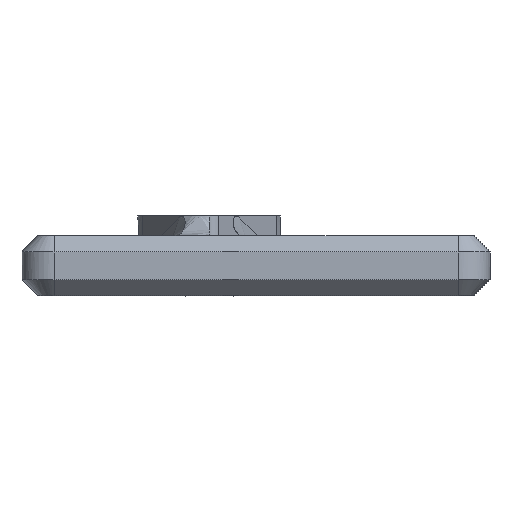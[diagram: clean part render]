
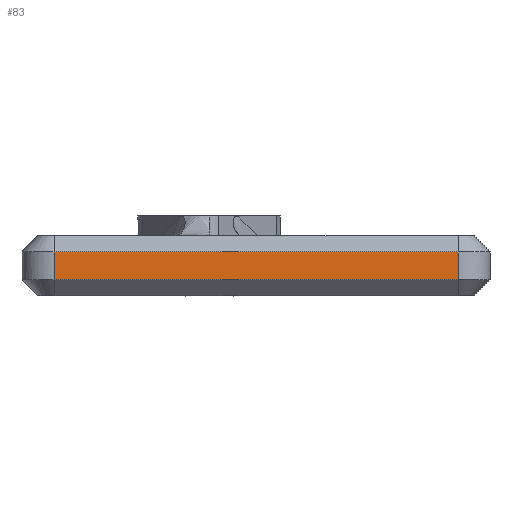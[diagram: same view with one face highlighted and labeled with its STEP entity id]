
A CAD part, front view. The second image highlights one B-rep face of the part: STEP entity #83.
In plain terms, the highlighted planar face has unit normal (0, -1, 0).
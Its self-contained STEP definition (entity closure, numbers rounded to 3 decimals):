
#83=ADVANCED_FACE('',(#198),#1938,.T.);
#198=FACE_OUTER_BOUND('',#320,.T.);
#320=EDGE_LOOP('',(#785,#786,#787,#788));
#785=ORIENTED_EDGE('',*,*,#1271,.T.);
#786=ORIENTED_EDGE('',*,*,#1272,.T.);
#787=ORIENTED_EDGE('',*,*,#1273,.T.);
#788=ORIENTED_EDGE('',*,*,#1274,.T.);
#1271=EDGE_CURVE('',#1888,#1889,#1568,.T.);
#1272=EDGE_CURVE('',#1889,#1890,#1569,.T.);
#1273=EDGE_CURVE('',#1890,#1891,#1570,.T.);
#1274=EDGE_CURVE('',#1891,#1888,#1571,.T.);
#1568=B_SPLINE_CURVE_WITH_KNOTS('',1,(#10939,#10940),.UNSPECIFIED.,.F.,
 .F.,(2,2),(0.,3.5),.UNSPECIFIED.);
#1569=B_SPLINE_CURVE_WITH_KNOTS('',1,(#10941,#10942),.UNSPECIFIED.,.F.,
 .F.,(2,2),(0.,50.5),.UNSPECIFIED.);
#1570=B_SPLINE_CURVE_WITH_KNOTS('',1,(#10943,#10944),.UNSPECIFIED.,.F.,
 .F.,(2,2),(0.,3.5),.UNSPECIFIED.);
#1571=B_SPLINE_CURVE_WITH_KNOTS('',1,(#10945,#10946),.UNSPECIFIED.,.F.,
 .F.,(2,2),(0.,50.5),.UNSPECIFIED.);
#1888=VERTEX_POINT('',#7757);
#1889=VERTEX_POINT('',#7758);
#1890=VERTEX_POINT('',#7759);
#1891=VERTEX_POINT('',#7760);
#1938=PLANE('',#2071);
#2071=AXIS2_PLACEMENT_3D('',#7054,#2136,$);
#2136=DIRECTION('',(0.,-1.,0.));
#7054=CARTESIAN_POINT('',(-39.051,-10.825,-51.297));
#7757=CARTESIAN_POINT('',(-34.,-10.825,-47.445));
#7758=CARTESIAN_POINT('',(-34.,-10.825,-50.945));
#7759=CARTESIAN_POINT('',(16.5,-10.825,-50.945));
#7760=CARTESIAN_POINT('',(16.5,-10.825,-47.445));
#10939=CARTESIAN_POINT('',(-34.,-10.825,-47.445));
#10940=CARTESIAN_POINT('',(-34.,-10.825,-50.945));
#10941=CARTESIAN_POINT('',(-34.,-10.825,-50.945));
#10942=CARTESIAN_POINT('',(16.5,-10.825,-50.945));
#10943=CARTESIAN_POINT('',(16.5,-10.825,-50.945));
#10944=CARTESIAN_POINT('',(16.5,-10.825,-47.445));
#10945=CARTESIAN_POINT('',(16.5,-10.825,-47.445));
#10946=CARTESIAN_POINT('',(-34.,-10.825,-47.445));
